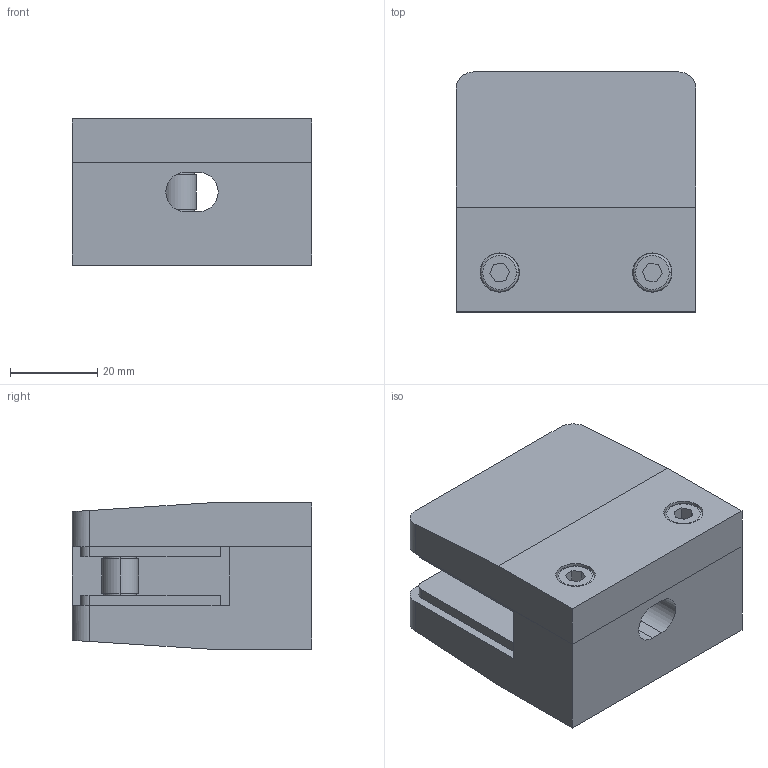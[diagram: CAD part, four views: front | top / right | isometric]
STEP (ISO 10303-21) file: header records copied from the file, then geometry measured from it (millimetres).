
FILE_DESCRIPTION (( 'STEP AP203' ), '1' );
FILE_NAME ('3D_GG4522_flach x8.76_188753610.STEP', '2024-11-01T08:35:35', ( '' ), ( '' ), 'SwSTEP 2.0', 'SolidWorks 2023', '' );
FILE_SCHEMA (( 'CONFIG_CONTROL_DESIGN' ));
Length unit declared in the file: millimetre
Products named in the file (1): 3D_GG4522_flach x8.76_188753610
Bounding box: 55 x 55 x 33.5 mm (x, y, z)
Volume: 79429.3 mm3; surface area: 28853.3 mm2
Topology: 7 solids, 7 shells, 115 faces, 259 edges, 170 vertices
Faces by surface type: plane 61, cylinder 46, torus 4, cone 4
Entity records: 3313 total; most frequent: DIRECTION 586, CARTESIAN_POINT 557, ORIENTED_EDGE 518, EDGE_CURVE 259, AXIS2_PLACEMENT_3D 215, VERTEX_POINT 170, LINE 156, VECTOR 156
